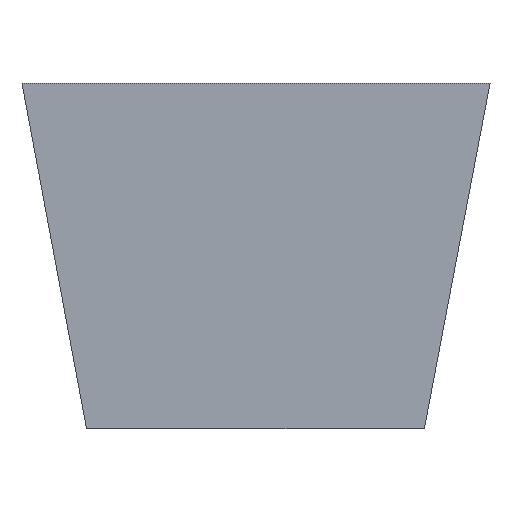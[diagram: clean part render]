
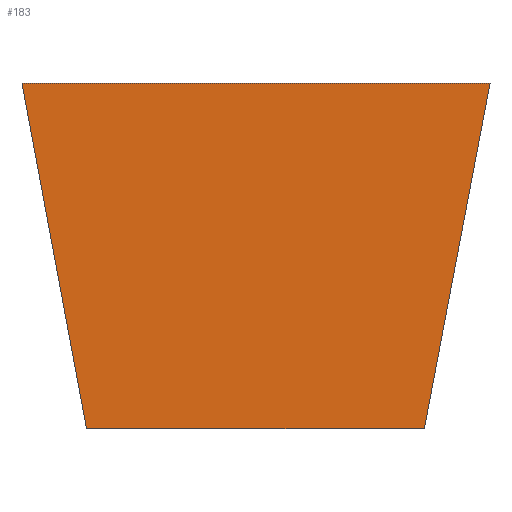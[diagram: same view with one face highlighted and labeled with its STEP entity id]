
A CAD part, top view. The second image highlights one B-rep face of the part: STEP entity #183.
In plain terms, the highlighted free-form (B-spline) face has degree [1, 1] with [2, 2] control points.
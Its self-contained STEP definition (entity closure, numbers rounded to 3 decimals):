
#8 = CARTESIAN_POINT ( 'NONE',  ( 124.905, 130.172, 8. ) ) ;
#14 = VERTEX_POINT ( 'NONE', #32 ) ;
#30 = CARTESIAN_POINT ( 'NONE',  ( 200.98, 130.172, 8. ) ) ;
#31 = CARTESIAN_POINT ( 'NONE',  ( 124.905, 130.172, 8. ) ) ;
#32 = CARTESIAN_POINT ( 'NONE',  ( 135.389, 74.004, 8. ) ) ;
#36 = CARTESIAN_POINT ( 'NONE',  ( 124.448, 74.004, 8. ) ) ;
#47 = CARTESIAN_POINT ( 'NONE',  ( 190.308, 74.004, 8. ) ) ;
#50 = EDGE_CURVE ( 'NONE', #212, #14, #112, .T. ) ;
#64 = VERTEX_POINT ( 'NONE', #30 ) ;
#66 = FACE_OUTER_BOUND ( 'NONE', #99, .T. ) ;
#77 = EDGE_CURVE ( 'NONE', #64, #212, #217, .T. ) ;
#86 = ORIENTED_EDGE ( 'NONE', *, *, #77, .F. ) ;
#95 = ORIENTED_EDGE ( 'NONE', *, *, #50, .F. ) ;
#99 = EDGE_LOOP ( 'NONE', ( #95, #86, #189, #144 ) ) ;
#112 = B_SPLINE_CURVE_WITH_KNOTS ( 'NONE', 1,
 ( #47, #154 ),
 .UNSPECIFIED., .F., .F.,
 ( 2, 2 ),
 ( 0., 1. ),
 .UNSPECIFIED. ) ;
#116 = CARTESIAN_POINT ( 'NONE',  ( 190.308, 74.004, 8. ) ) ;
#122 = CARTESIAN_POINT ( 'NONE',  ( 135.389, 74.004, 8. ) ) ;
#124 = CARTESIAN_POINT ( 'NONE',  ( 201.436, 74.004, 8. ) ) ;
#128 = CARTESIAN_POINT ( 'NONE',  ( 190.308, 74.004, 8. ) ) ;
#130 = VERTEX_POINT ( 'NONE', #8 ) ;
#131 = CARTESIAN_POINT ( 'NONE',  ( 200.98, 130.172, 8. ) ) ;
#144 = ORIENTED_EDGE ( 'NONE', *, *, #225, .F. ) ;
#154 = CARTESIAN_POINT ( 'NONE',  ( 135.389, 74.004, 8. ) ) ;
#157 = B_SPLINE_CURVE_WITH_KNOTS ( 'NONE', 1,
 ( #122, #31 ),
 .UNSPECIFIED., .F., .F.,
 ( 2, 2 ),
 ( 0., 1. ),
 .UNSPECIFIED. ) ;
#171 = CARTESIAN_POINT ( 'NONE',  ( 201.436, 130.172, 8. ) ) ;
#183 = ADVANCED_FACE ( 'NONE', ( #66 ), #201, .F. ) ;
#189 = ORIENTED_EDGE ( 'NONE', *, *, #192, .F. ) ;
#192 = EDGE_CURVE ( 'NONE', #130, #64, #200, .T. ) ;
#199 = CARTESIAN_POINT ( 'NONE',  ( 124.448, 130.172, 8. ) ) ;
#200 = B_SPLINE_CURVE_WITH_KNOTS ( 'NONE', 1,
 ( #222, #131 ),
 .UNSPECIFIED., .F., .F.,
 ( 2, 2 ),
 ( 0., 1. ),
 .UNSPECIFIED. ) ;
#201 = B_SPLINE_SURFACE_WITH_KNOTS ( 'NONE', 1, 1, ( 
 ( #199, #36 ),
 ( #171, #124 ) ),
 .UNSPECIFIED., .F., .F., .F.,
 ( 2, 2 ),
 ( 2, 2 ),
 ( 0., 1. ),
 ( 0., 1. ),
 .UNSPECIFIED. ) ;
#205 = CARTESIAN_POINT ( 'NONE',  ( 200.98, 130.172, 8. ) ) ;
#212 = VERTEX_POINT ( 'NONE', #116 ) ;
#217 = B_SPLINE_CURVE_WITH_KNOTS ( 'NONE', 1,
 ( #205, #128 ),
 .UNSPECIFIED., .F., .F.,
 ( 2, 2 ),
 ( 0., 1. ),
 .UNSPECIFIED. ) ;
#222 = CARTESIAN_POINT ( 'NONE',  ( 124.905, 130.172, 8. ) ) ;
#225 = EDGE_CURVE ( 'NONE', #14, #130, #157, .T. ) ;
